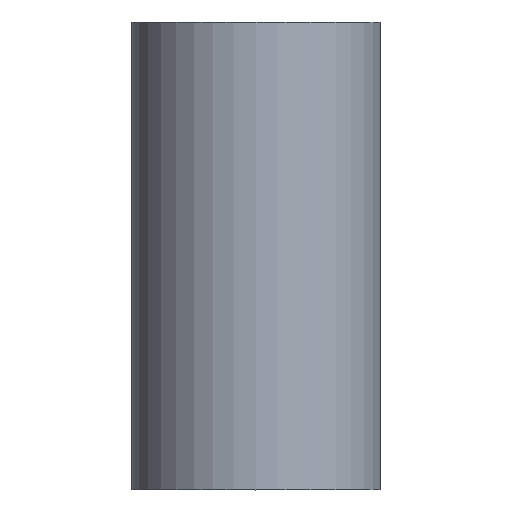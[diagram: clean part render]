
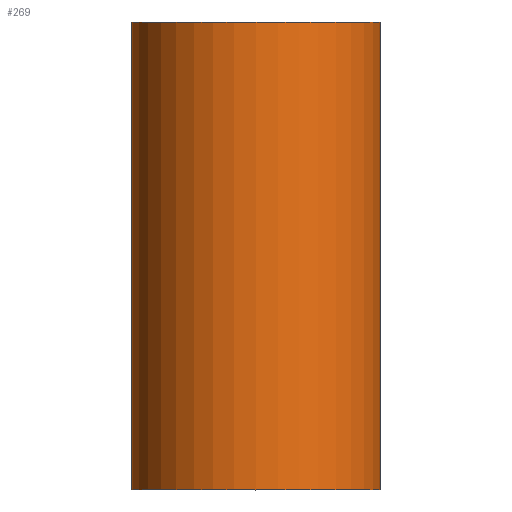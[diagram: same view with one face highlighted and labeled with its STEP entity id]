
A CAD part, top view. The second image highlights one B-rep face of the part: STEP entity #269.
In plain terms, the highlighted cylindrical face has radius 39.95 mm (diameter 79.9 mm), a full revolution.
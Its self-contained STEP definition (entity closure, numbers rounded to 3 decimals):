
#16=FACE_BOUND('',#50,.T.);
#33=FACE_OUTER_BOUND('',#49,.T.);
#49=EDGE_LOOP('',(#228));
#50=EDGE_LOOP('',(#229));
#67=CIRCLE('',#295,39.95);
#78=CIRCLE('',#312,39.95);
#127=VERTEX_POINT('',#469);
#128=VERTEX_POINT('',#487);
#155=EDGE_CURVE('',#127,#127,#67,.T.);
#166=EDGE_CURVE('',#128,#128,#78,.T.);
#228=ORIENTED_EDGE('',*,*,#155,.F.);
#229=ORIENTED_EDGE('',*,*,#166,.F.);
#255=CYLINDRICAL_SURFACE('',#311,39.95);
#269=ADVANCED_FACE('',(#33,#16),#255,.T.);
#295=AXIS2_PLACEMENT_3D('',#470,#372,#373);
#311=AXIS2_PLACEMENT_3D('',#486,#404,#405);
#312=AXIS2_PLACEMENT_3D('',#488,#406,#407);
#372=DIRECTION('center_axis',(0.,1.,0.));
#373=DIRECTION('ref_axis',(1.,0.,0.));
#404=DIRECTION('center_axis',(0.,1.,0.));
#405=DIRECTION('ref_axis',(1.,0.,0.));
#406=DIRECTION('center_axis',(0.,-1.,0.));
#407=DIRECTION('ref_axis',(1.,0.,0.));
#469=CARTESIAN_POINT('',(-39.95,150.,0.));
#470=CARTESIAN_POINT('Origin',(0.,150.,0.));
#486=CARTESIAN_POINT('Origin',(0.,0.,0.));
#487=CARTESIAN_POINT('',(-39.95,0.,0.));
#488=CARTESIAN_POINT('Origin',(0.,0.,0.));
